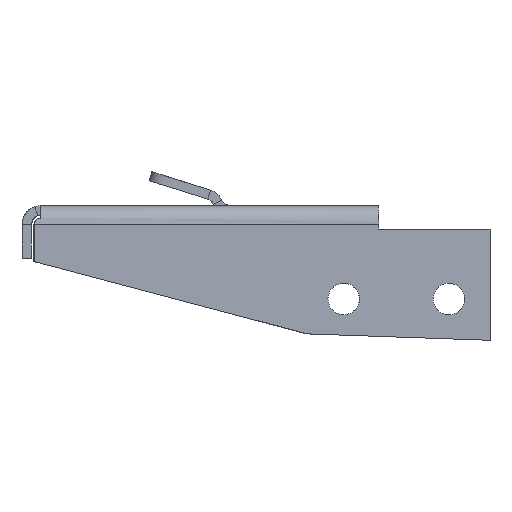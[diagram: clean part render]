
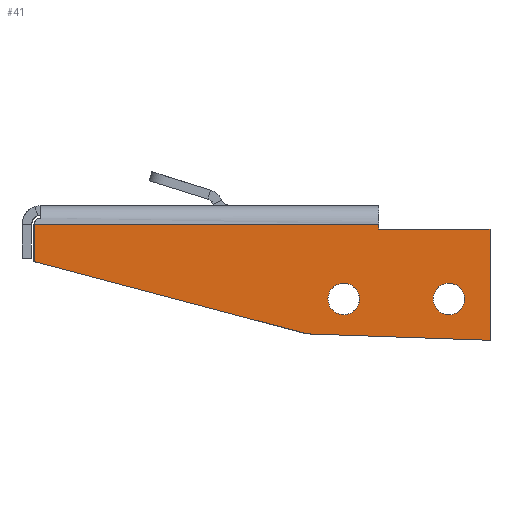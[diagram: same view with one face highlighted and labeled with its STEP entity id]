
A CAD part, front view. The second image highlights one B-rep face of the part: STEP entity #41.
In plain terms, the highlighted planar face has unit normal (0.031, -1, 0).
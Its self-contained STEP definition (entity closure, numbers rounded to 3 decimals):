
#25=FACE_BOUND('',#175,.T.);
#26=FACE_BOUND('',#176,.T.);
#41=ADVANCED_FACE('',(#107,#25,#26),#989,.T.);
#107=FACE_OUTER_BOUND('',#174,.T.);
#174=EDGE_LOOP('',(#279,#280,#281,#282,#283,#284,#285));
#175=EDGE_LOOP('',(#286,#287));
#176=EDGE_LOOP('',(#288,#289));
#279=ORIENTED_EDGE('',*,*,#577,.T.);
#280=ORIENTED_EDGE('',*,*,#581,.F.);
#281=ORIENTED_EDGE('',*,*,#676,.F.);
#282=ORIENTED_EDGE('',*,*,#673,.F.);
#283=ORIENTED_EDGE('',*,*,#582,.T.);
#284=ORIENTED_EDGE('',*,*,#584,.F.);
#285=ORIENTED_EDGE('',*,*,#583,.F.);
#286=ORIENTED_EDGE('',*,*,#689,.T.);
#287=ORIENTED_EDGE('',*,*,#702,.T.);
#288=ORIENTED_EDGE('',*,*,#686,.T.);
#289=ORIENTED_EDGE('',*,*,#699,.T.);
#577=EDGE_CURVE('',#888,#889,#718,.T.);
#581=EDGE_CURVE('',#894,#889,#722,.T.);
#582=EDGE_CURVE('',#893,#896,#723,.T.);
#583=EDGE_CURVE('',#888,#897,#724,.T.);
#584=EDGE_CURVE('',#897,#896,#725,.T.);
#673=EDGE_CURVE('',#893,#895,#786,.T.);
#676=EDGE_CURVE('',#895,#894,#789,.T.);
#686=EDGE_CURVE('',#891,#950,#796,.T.);
#689=EDGE_CURVE('',#892,#952,#799,.T.);
#699=EDGE_CURVE('',#950,#891,#809,.T.);
#702=EDGE_CURVE('',#952,#892,#812,.T.);
#718=B_SPLINE_CURVE_WITH_KNOTS('',1,(#1962,#1963),.UNSPECIFIED.,.F.,.F.,
(2,2),(0.,29.464),.UNSPECIFIED.);
#722=B_SPLINE_CURVE_WITH_KNOTS('',3,(#1984,#1985,#1986,#1987,#1988,#1989,
#1990),.UNSPECIFIED.,.F.,.F.,(4,3,4),(0.882,1.16,
4.06),.UNSPECIFIED.);
#723=B_SPLINE_CURVE_WITH_KNOTS('',1,(#1991,#1992),.UNSPECIFIED.,.F.,.F.,
(2,2),(0.8,10.3),.UNSPECIFIED.);
#724=B_SPLINE_CURVE_WITH_KNOTS('',3,(#1993,#1994,#1995,#1996),
 .UNSPECIFIED.,.F.,.F.,(4,4),(28.914,29.314),
 .UNSPECIFIED.);
#725=B_SPLINE_CURVE_WITH_KNOTS('',3,(#1997,#1998,#1999,#2000),
 .UNSPECIFIED.,.F.,.F.,(4,4),(29.314,38.819),
 .UNSPECIFIED.);
#786=B_SPLINE_CURVE_WITH_KNOTS('',3,(#2306,#2307,#2308,#2309),
 .UNSPECIFIED.,.F.,.F.,(4,4),(48.319,63.962),
 .UNSPECIFIED.);
#789=B_SPLINE_CURVE_WITH_KNOTS('',3,(#2316,#2317,#2318,#2319),
 .UNSPECIFIED.,.F.,.F.,(4,4),(63.962,88.101),
 .UNSPECIFIED.);
#796=B_SPLINE_CURVE_WITH_KNOTS('',3,(#2360,#2361,#2362,#2363,#2364,#2365,
#2366,#2367,#2368,#2369,#2370,#2371,#2372,#2373,#2374),.UNSPECIFIED.,.F.,
 .F.,(4,2,2,3,2,2,4),(0.,0.536,1.072,2.155,
3.238,3.775,4.311),.UNSPECIFIED.);
#799=B_SPLINE_CURVE_WITH_KNOTS('',3,(#2392,#2393,#2394,#2395,#2396,#2397,
#2398,#2399,#2400,#2401,#2402,#2403,#2404,#2405,#2406),.UNSPECIFIED.,.F.,
 .F.,(4,2,2,3,2,2,4),(0.,0.536,1.072,2.155,
3.238,3.775,4.311),.UNSPECIFIED.);
#809=B_SPLINE_CURVE_WITH_KNOTS('',3,(#2490,#2491,#2492,#2493,#2494,#2495,
#2496,#2497,#2498,#2499,#2500,#2501,#2502,#2503,#2504),.UNSPECIFIED.,.F.,
 .F.,(4,2,2,3,2,2,4),(4.311,4.847,5.383,
6.466,7.549,8.085,8.622),
 .UNSPECIFIED.);
#812=B_SPLINE_CURVE_WITH_KNOTS('',3,(#2522,#2523,#2524,#2525,#2526,#2527,
#2528,#2529,#2530,#2531,#2532,#2533,#2534,#2535,#2536),.UNSPECIFIED.,.F.,
 .F.,(4,2,2,3,2,2,4),(4.311,4.847,5.383,
6.466,7.549,8.085,8.622),
 .UNSPECIFIED.);
#888=VERTEX_POINT('',#1830);
#889=VERTEX_POINT('',#1831);
#891=VERTEX_POINT('',#1833);
#892=VERTEX_POINT('',#1834);
#893=VERTEX_POINT('',#1835);
#894=VERTEX_POINT('',#1836);
#895=VERTEX_POINT('',#1837);
#896=VERTEX_POINT('',#1838);
#897=VERTEX_POINT('',#1839);
#950=VERTEX_POINT('',#1892);
#952=VERTEX_POINT('',#1894);
#989=PLANE('',#1052);
#1052=AXIS2_PLACEMENT_3D('',#1149,#1076,$);
#1076=DIRECTION('',(0.031,-1.,0.));
#1149=CARTESIAN_POINT('',(-20.601,-4.467,31.972));
#1830=CARTESIAN_POINT('',(8.849,-3.547,41.872));
#1831=CARTESIAN_POINT('',(-20.601,-4.467,41.872));
#1833=CARTESIAN_POINT('',(14.85,-3.359,36.85));
#1834=CARTESIAN_POINT('',(5.85,-3.641,36.85));
#1835=CARTESIAN_POINT('',(18.349,-3.25,31.972));
#1836=CARTESIAN_POINT('',(-20.601,-4.467,38.694));
#1837=CARTESIAN_POINT('',(2.723,-3.738,32.518));
#1838=CARTESIAN_POINT('',(18.349,-3.25,41.472));
#1839=CARTESIAN_POINT('',(8.849,-3.547,41.472));
#1892=CARTESIAN_POINT('',(14.85,-3.359,34.15));
#1894=CARTESIAN_POINT('',(5.85,-3.641,34.15));
#1962=CARTESIAN_POINT('',(8.849,-3.547,41.872));
#1963=CARTESIAN_POINT('',(-20.601,-4.467,41.872));
#1984=CARTESIAN_POINT('',(-20.601,-4.467,38.694));
#1985=CARTESIAN_POINT('',(-20.601,-4.467,38.787));
#1986=CARTESIAN_POINT('',(-20.601,-4.467,38.879));
#1987=CARTESIAN_POINT('',(-20.601,-4.467,38.972));
#1988=CARTESIAN_POINT('',(-20.601,-4.467,39.939));
#1989=CARTESIAN_POINT('',(-20.601,-4.467,40.905));
#1990=CARTESIAN_POINT('',(-20.601,-4.467,41.872));
#1991=CARTESIAN_POINT('',(18.349,-3.25,31.972));
#1992=CARTESIAN_POINT('',(18.349,-3.25,41.472));
#1993=CARTESIAN_POINT('',(8.849,-3.547,41.872));
#1994=CARTESIAN_POINT('',(8.849,-3.547,41.739));
#1995=CARTESIAN_POINT('',(8.849,-3.547,41.605));
#1996=CARTESIAN_POINT('',(8.849,-3.547,41.472));
#1997=CARTESIAN_POINT('',(8.849,-3.547,41.472));
#1998=CARTESIAN_POINT('',(12.016,-3.448,41.472));
#1999=CARTESIAN_POINT('',(15.182,-3.349,41.472));
#2000=CARTESIAN_POINT('',(18.349,-3.25,41.472));
#2306=CARTESIAN_POINT('',(18.349,-3.25,31.972));
#2307=CARTESIAN_POINT('',(13.14,-3.413,32.154));
#2308=CARTESIAN_POINT('',(7.932,-3.576,32.336));
#2309=CARTESIAN_POINT('',(2.723,-3.738,32.518));
#2316=CARTESIAN_POINT('',(2.723,-3.738,32.518));
#2317=CARTESIAN_POINT('',(-5.052,-3.981,34.576));
#2318=CARTESIAN_POINT('',(-12.826,-4.224,36.635));
#2319=CARTESIAN_POINT('',(-20.601,-4.467,38.694));
#2360=CARTESIAN_POINT('',(14.85,-3.359,36.85));
#2361=CARTESIAN_POINT('',(15.027,-3.354,36.85));
#2362=CARTESIAN_POINT('',(15.203,-3.348,36.815));
#2363=CARTESIAN_POINT('',(15.53,-3.338,36.679));
#2364=CARTESIAN_POINT('',(15.679,-3.333,36.58));
#2365=CARTESIAN_POINT('',(16.058,-3.322,36.202));
#2366=CARTESIAN_POINT('',(16.2,-3.317,35.858));
#2367=CARTESIAN_POINT('',(16.2,-3.317,35.5));
#2368=CARTESIAN_POINT('',(16.2,-3.317,35.142));
#2369=CARTESIAN_POINT('',(16.058,-3.322,34.798));
#2370=CARTESIAN_POINT('',(15.679,-3.333,34.42));
#2371=CARTESIAN_POINT('',(15.53,-3.338,34.321));
#2372=CARTESIAN_POINT('',(15.203,-3.348,34.185));
#2373=CARTESIAN_POINT('',(15.027,-3.354,34.15));
#2374=CARTESIAN_POINT('',(14.85,-3.359,34.15));
#2392=CARTESIAN_POINT('',(5.85,-3.641,36.85));
#2393=CARTESIAN_POINT('',(6.027,-3.635,36.85));
#2394=CARTESIAN_POINT('',(6.203,-3.63,36.815));
#2395=CARTESIAN_POINT('',(6.53,-3.619,36.679));
#2396=CARTESIAN_POINT('',(6.679,-3.615,36.58));
#2397=CARTESIAN_POINT('',(7.058,-3.603,36.202));
#2398=CARTESIAN_POINT('',(7.2,-3.598,35.858));
#2399=CARTESIAN_POINT('',(7.2,-3.598,35.5));
#2400=CARTESIAN_POINT('',(7.2,-3.598,35.142));
#2401=CARTESIAN_POINT('',(7.058,-3.603,34.798));
#2402=CARTESIAN_POINT('',(6.679,-3.615,34.42));
#2403=CARTESIAN_POINT('',(6.53,-3.619,34.321));
#2404=CARTESIAN_POINT('',(6.203,-3.63,34.185));
#2405=CARTESIAN_POINT('',(6.027,-3.635,34.15));
#2406=CARTESIAN_POINT('',(5.85,-3.641,34.15));
#2490=CARTESIAN_POINT('',(14.85,-3.359,34.15));
#2491=CARTESIAN_POINT('',(14.673,-3.365,34.15));
#2492=CARTESIAN_POINT('',(14.497,-3.37,34.185));
#2493=CARTESIAN_POINT('',(14.17,-3.381,34.321));
#2494=CARTESIAN_POINT('',(14.021,-3.385,34.42));
#2495=CARTESIAN_POINT('',(13.642,-3.397,34.798));
#2496=CARTESIAN_POINT('',(13.5,-3.402,35.142));
#2497=CARTESIAN_POINT('',(13.5,-3.402,35.5));
#2498=CARTESIAN_POINT('',(13.5,-3.402,35.858));
#2499=CARTESIAN_POINT('',(13.642,-3.397,36.202));
#2500=CARTESIAN_POINT('',(14.021,-3.385,36.58));
#2501=CARTESIAN_POINT('',(14.17,-3.381,36.679));
#2502=CARTESIAN_POINT('',(14.497,-3.37,36.815));
#2503=CARTESIAN_POINT('',(14.673,-3.365,36.85));
#2504=CARTESIAN_POINT('',(14.85,-3.359,36.85));
#2522=CARTESIAN_POINT('',(5.85,-3.641,34.15));
#2523=CARTESIAN_POINT('',(5.673,-3.646,34.15));
#2524=CARTESIAN_POINT('',(5.497,-3.652,34.185));
#2525=CARTESIAN_POINT('',(5.17,-3.662,34.321));
#2526=CARTESIAN_POINT('',(5.021,-3.667,34.42));
#2527=CARTESIAN_POINT('',(4.642,-3.678,34.798));
#2528=CARTESIAN_POINT('',(4.5,-3.683,35.142));
#2529=CARTESIAN_POINT('',(4.5,-3.683,35.5));
#2530=CARTESIAN_POINT('',(4.5,-3.683,35.858));
#2531=CARTESIAN_POINT('',(4.642,-3.678,36.202));
#2532=CARTESIAN_POINT('',(5.021,-3.667,36.58));
#2533=CARTESIAN_POINT('',(5.17,-3.662,36.679));
#2534=CARTESIAN_POINT('',(5.497,-3.652,36.815));
#2535=CARTESIAN_POINT('',(5.673,-3.646,36.85));
#2536=CARTESIAN_POINT('',(5.85,-3.641,36.85));
